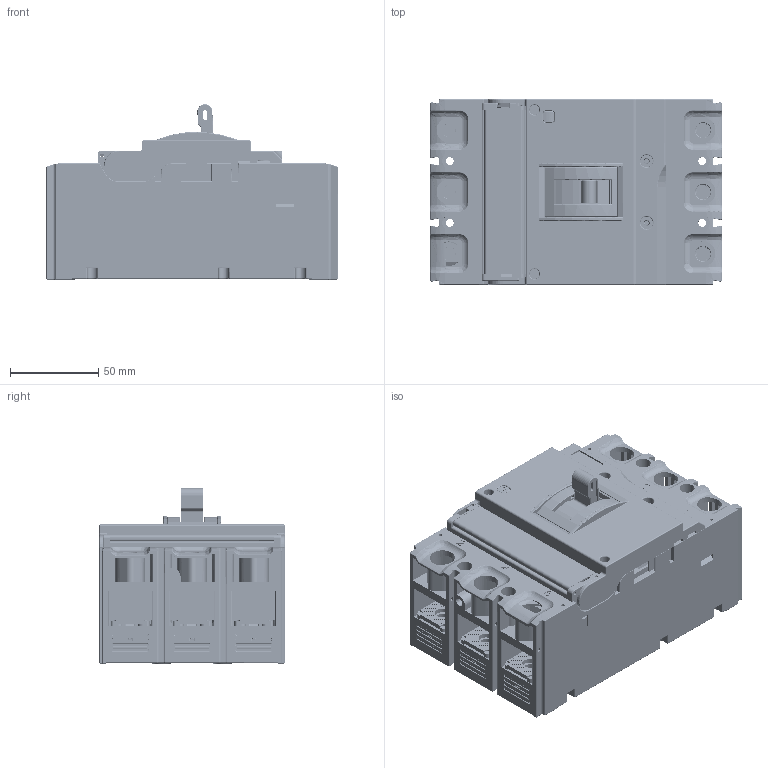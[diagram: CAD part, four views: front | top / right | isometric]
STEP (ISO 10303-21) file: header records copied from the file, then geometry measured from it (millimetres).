
FILE_DESCRIPTION(/* description */ (''),/* implementation_level */ '2;1');
FILE_NAME(/* name */ '86868.stp',/* time_stamp */ '2016-09-09T09:26:12+08:00',/* author */ (''),/* organization */ (''),/* preprocessor_version */ 'ST-DEVELOPER v15',/* originating_system */ 'SIEMENS PLM Software NX 8.5',/* authorisation */ '');
FILE_SCHEMA (('CONFIG_CONTROL_DESIGN'));
Products named in the file (1): 86868
Bounding box: 165 x 105 x 99.5 mm (x, y, z)
Volume: 417024.9 mm3; surface area: 292123.7 mm2
Topology: 37 solids, 39 shells, 10014 faces, 26639 edges, 16758 vertices
Faces by surface type: plane 5055, cylinder 3503, torus 507, bspline 414, sphere 303, extrusion 159, cone 67, revolution 6
Full cylindrical faces by diameter (mm): 2 x9, 2.3 x1, 2.459 x14, 3 x7, 3.001 x2, 3.2 x2, 3.3 x6, 3.5 x27, 4 x2, 4.5 x6, 4.6 x4, 4.91 x4, 5 x2, 5.6 x2, 6 x2, 6.5 x2, 7 x4, 7.5 x4, 8 x6, 8.5 x14, 10.5 x3, 14 x7
Entity records: 320906 total; most frequent: CARTESIAN_POINT 72333, ORIENTED_EDGE 52190, DIRECTION 51625, EDGE_CURVE 26095, AXIS2_PLACEMENT_3D 17357, VECTOR 16905, LINE 16746, VERTEX_POINT 16702
